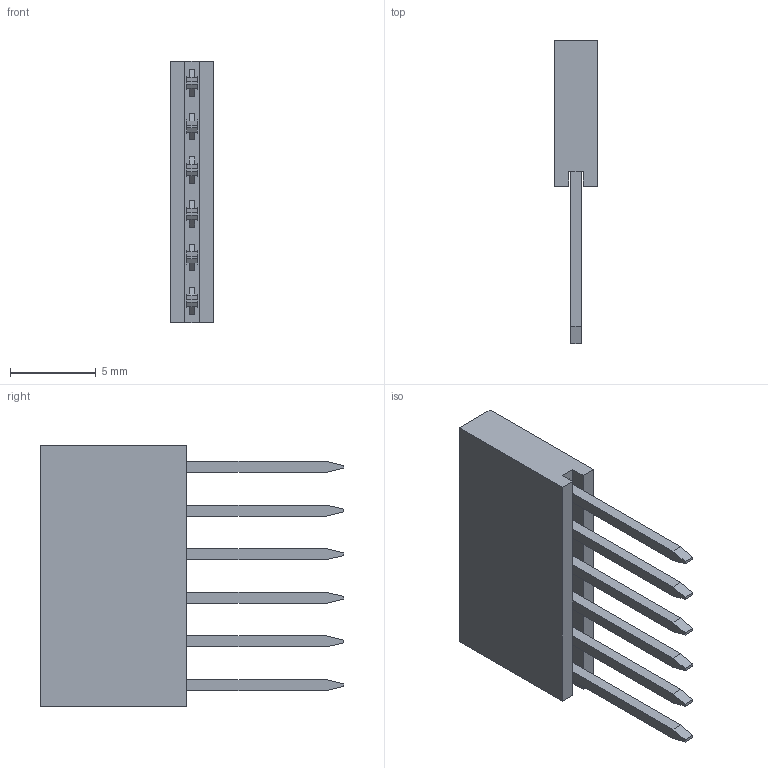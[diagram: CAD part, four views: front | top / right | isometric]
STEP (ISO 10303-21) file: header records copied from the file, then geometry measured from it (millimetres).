
FILE_DESCRIPTION (( 'STEP AP214' ), '1' );
FILE_NAME ('1x6.STEP', '2019-03-31T20:02:58', ( '' ), ( '' ), 'SwSTEP 2.0', 'SolidWorks 2014', '' );
FILE_SCHEMA (( 'AUTOMOTIVE_DESIGN' ));
Length unit declared in the file: millimetre
Products named in the file (1): 1x6
Bounding box: 2.54 x 17.64 x 15.24 mm (x, y, z)
Volume: 333.2 mm3; surface area: 902.4 mm2
Topology: 7 solids, 7 shells, 214 faces, 576 edges, 376 vertices
Faces by surface type: plane 208, cylinder 6
Entity records: 8566 total; most frequent: CARTESIAN_POINT 1167, ORIENTED_EDGE 1152, DIRECTION 1018, EDGE_CURVE 576, LINE 564, VECTOR 564, VERTEX_POINT 376, AXIS2_PLACEMENT_3D 227
